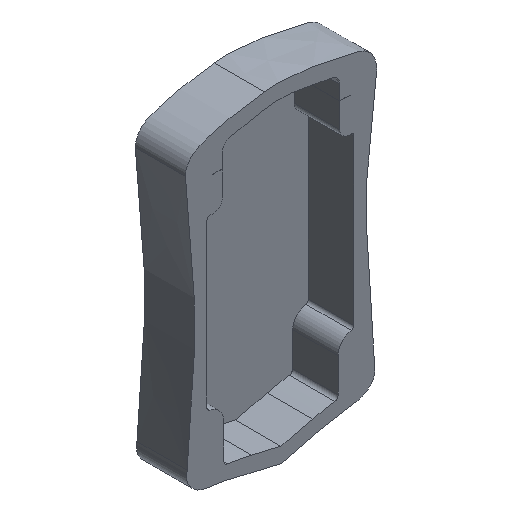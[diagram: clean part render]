
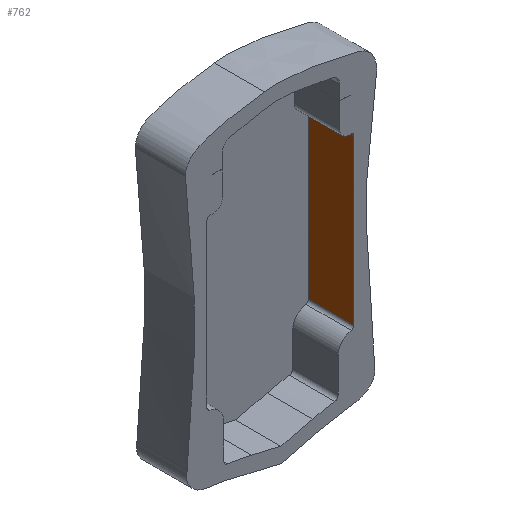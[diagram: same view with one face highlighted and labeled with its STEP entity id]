
A CAD part, isometric view. The second image highlights one B-rep face of the part: STEP entity #762.
In plain terms, the highlighted planar face has unit normal (-1, 0, 0).
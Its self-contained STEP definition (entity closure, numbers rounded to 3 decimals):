
#71=FACE_OUTER_BOUND('',#113,.T.);
#113=EDGE_LOOP('',(#664,#665,#666,#667));
#153=LINE('',#1073,#215);
#196=LINE('',#3062,#258);
#199=LINE('',#3853,#261);
#200=LINE('',#3855,#262);
#215=VECTOR('',#882,10.);
#258=VECTOR('',#997,10.);
#261=VECTOR('',#1010,10.);
#262=VECTOR('',#1013,10.);
#316=VERTEX_POINT('',#1070);
#317=VERTEX_POINT('',#1072);
#365=VERTEX_POINT('',#3059);
#366=VERTEX_POINT('',#3061);
#392=EDGE_CURVE('',#317,#316,#153,.T.);
#466=EDGE_CURVE('',#366,#365,#196,.F.);
#477=EDGE_CURVE('',#366,#316,#199,.T.);
#478=EDGE_CURVE('',#317,#365,#200,.T.);
#664=ORIENTED_EDGE('',*,*,#392,.T.);
#665=ORIENTED_EDGE('',*,*,#477,.F.);
#666=ORIENTED_EDGE('',*,*,#466,.T.);
#667=ORIENTED_EDGE('',*,*,#478,.F.);
#730=PLANE('',#842);
#762=ADVANCED_FACE('',(#71),#730,.T.);
#842=AXIS2_PLACEMENT_3D('',#3854,#1011,#1012);
#882=DIRECTION('',(0.,0.,-1.));
#997=DIRECTION('',(0.,0.,-1.));
#1010=DIRECTION('',(0.,1.,0.));
#1011=DIRECTION('center_axis',(-1.,0.,0.));
#1012=DIRECTION('ref_axis',(0.,0.,1.));
#1013=DIRECTION('',(0.,-1.,0.));
#1070=CARTESIAN_POINT('',(46.444,31.,-61.793));
#1072=CARTESIAN_POINT('',(46.444,31.,42.993));
#1073=CARTESIAN_POINT('',(46.444,31.,-43.113));
#3059=CARTESIAN_POINT('',(46.444,2.,42.993));
#3061=CARTESIAN_POINT('',(46.444,2.,-61.793));
#3062=CARTESIAN_POINT('',(46.444,2.,-43.435));
#3853=CARTESIAN_POINT('',(46.444,1.,-61.793));
#3854=CARTESIAN_POINT('Origin',(46.444,0.,-77.67));
#3855=CARTESIAN_POINT('',(46.444,1.,42.993));
